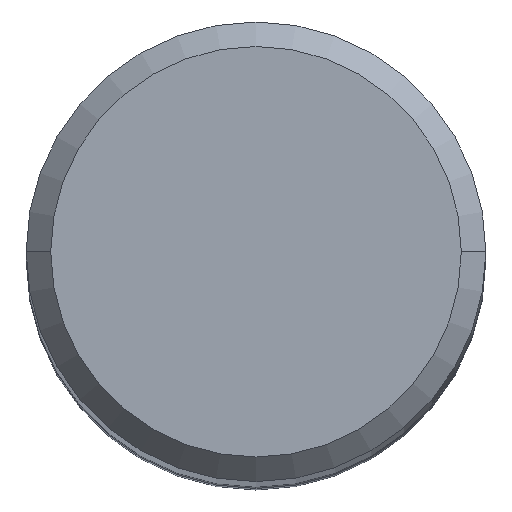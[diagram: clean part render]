
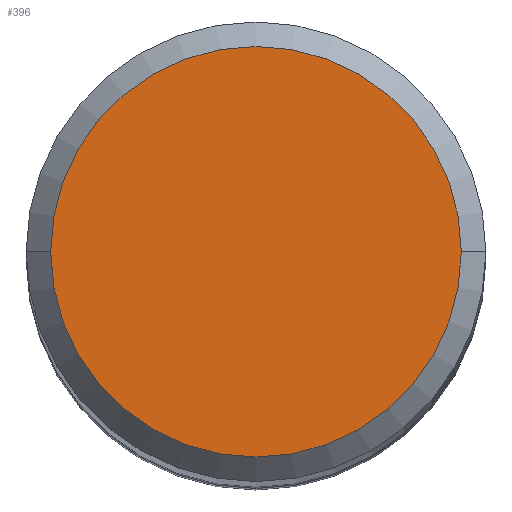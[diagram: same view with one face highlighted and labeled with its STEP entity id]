
A CAD part, top view. The second image highlights one B-rep face of the part: STEP entity #396.
In plain terms, the highlighted planar face has unit normal (0, 0, 1).
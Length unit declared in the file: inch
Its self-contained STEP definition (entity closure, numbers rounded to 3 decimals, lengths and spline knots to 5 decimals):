
#61 = AXIS2_PLACEMENT_3D ( 'NONE', #330, #496, #115 ) ;
#105 = CIRCLE ( 'NONE', #543, 0.1675 ) ;
#109 = EDGE_CURVE ( 'NONE', #440, #345, #105, .T. ) ;
#113 = FACE_OUTER_BOUND ( 'NONE', #242, .T. ) ;
#115 = DIRECTION ( 'NONE',  ( 1., 0., 0. ) ) ;
#204 = DIRECTION ( 'NONE',  ( -1., 0., 0. ) ) ;
#242 = EDGE_LOOP ( 'NONE', ( #533, #540 ) ) ;
#245 = AXIS2_PLACEMENT_3D ( 'NONE', #453, #447, #204 ) ;
#330 = CARTESIAN_POINT ( 'NONE',  ( 0., 0., 0. ) ) ;
#345 = VERTEX_POINT ( 'NONE', #355 ) ;
#355 = CARTESIAN_POINT ( 'NONE',  ( 0.1675, 0., 0. ) ) ;
#369 = CARTESIAN_POINT ( 'NONE',  ( -0.1675, 0., 0. ) ) ;
#390 = CIRCLE ( 'NONE', #61, 0.1675 ) ;
#396 = ADVANCED_FACE ( 'NONE', ( #113 ), #541, .F. ) ;
#425 = CARTESIAN_POINT ( 'NONE',  ( 0., 0., 0. ) ) ;
#440 = VERTEX_POINT ( 'NONE', #369 ) ;
#447 = DIRECTION ( 'NONE',  ( 0., 0., -1. ) ) ;
#453 = CARTESIAN_POINT ( 'NONE',  ( 0., 0.1675, 0. ) ) ;
#460 = DIRECTION ( 'NONE',  ( 1., 0., 0. ) ) ;
#470 = DIRECTION ( 'NONE',  ( 0., 0., 1. ) ) ;
#496 = DIRECTION ( 'NONE',  ( 0., 0., 1. ) ) ;
#498 = EDGE_CURVE ( 'NONE', #345, #440, #390, .T. ) ;
#533 = ORIENTED_EDGE ( 'NONE', *, *, #109, .T. ) ;
#540 = ORIENTED_EDGE ( 'NONE', *, *, #498, .T. ) ;
#541 = PLANE ( 'NONE',  #245 ) ;
#543 = AXIS2_PLACEMENT_3D ( 'NONE', #425, #470, #460 ) ;
